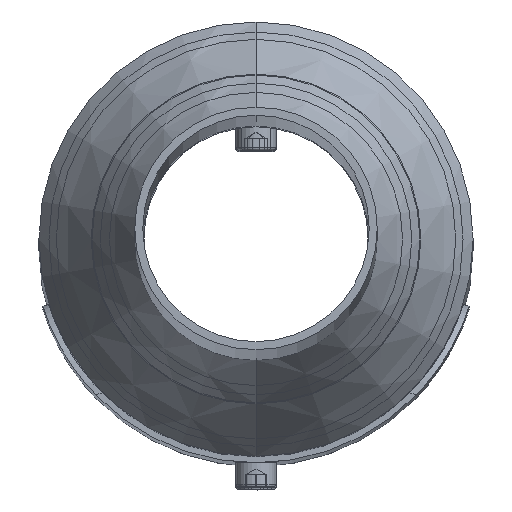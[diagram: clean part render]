
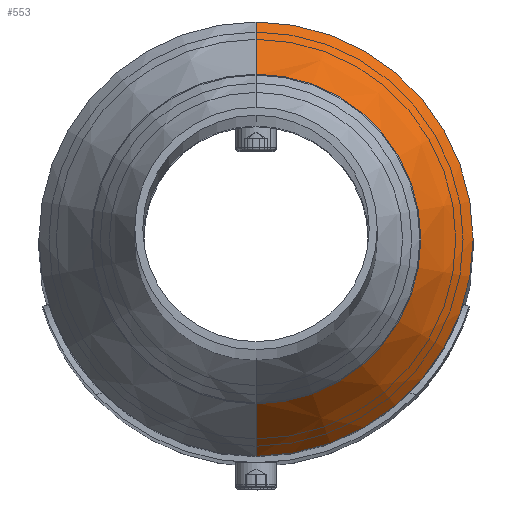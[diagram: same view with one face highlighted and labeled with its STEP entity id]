
A CAD part, top view. The second image highlights one B-rep face of the part: STEP entity #553.
In plain terms, the highlighted conical face has half-angle 33.5 degrees and reference radius 40.762 mm.
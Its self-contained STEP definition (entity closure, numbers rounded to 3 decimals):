
#96 = VERTEX_POINT ( 'NONE', #1149 ) ;
#152 = LINE ( 'NONE', #1854, #3195 ) ;
#200 = DIRECTION ( 'NONE',  ( 0., 1., 0. ) ) ;
#305 = ORIENTED_EDGE ( 'NONE', *, *, #2509, .T. ) ;
#363 = DIRECTION ( 'NONE',  ( 0., -0.834, 0.552 ) ) ;
#381 = DIRECTION ( 'NONE',  ( 0., -1., 0. ) ) ;
#489 = CARTESIAN_POINT ( 'NONE',  ( 0., 1490., 0. ) ) ;
#551 = AXIS2_PLACEMENT_3D ( 'NONE', #3659, #381, #2702 ) ;
#553 = ADVANCED_FACE ( 'NONE', ( #3744 ), #2243, .T. ) ;
#1078 = ORIENTED_EDGE ( 'NONE', *, *, #2161, .F. ) ;
#1130 = VERTEX_POINT ( 'NONE', #1663 ) ;
#1149 = CARTESIAN_POINT ( 'NONE',  ( 0., 1510., -40.762 ) ) ;
#1156 = VERTEX_POINT ( 'NONE', #4049 ) ;
#1427 = CARTESIAN_POINT ( 'NONE',  ( 0., 1510., 40.762 ) ) ;
#1484 = DIRECTION ( 'NONE',  ( 0., -0.834, -0.552 ) ) ;
#1663 = CARTESIAN_POINT ( 'NONE',  ( 0., 1510., 40.762 ) ) ;
#1665 = CARTESIAN_POINT ( 'NONE',  ( 0., 1490., -54. ) ) ;
#1854 = CARTESIAN_POINT ( 'NONE',  ( 0., 1510., -40.762 ) ) ;
#2161 = EDGE_CURVE ( 'NONE', #96, #2993, #152, .T. ) ;
#2243 = CONICAL_SURFACE ( 'NONE', #551, 40.762, 0.585 ) ;
#2406 = ORIENTED_EDGE ( 'NONE', *, *, #3865, .F. ) ;
#2509 = EDGE_CURVE ( 'NONE', #1130, #1156, #3015, .T. ) ;
#2627 = CIRCLE ( 'NONE', #3397, 40.762 ) ;
#2698 = EDGE_CURVE ( 'NONE', #1156, #2993, #3963, .T. ) ;
#2702 = DIRECTION ( 'NONE',  ( 0., 0., -1. ) ) ;
#2993 = VERTEX_POINT ( 'NONE', #1665 ) ;
#3015 = LINE ( 'NONE', #1427, #4102 ) ;
#3063 = EDGE_LOOP ( 'NONE', ( #2406, #305, #3780, #1078 ) ) ;
#3166 = DIRECTION ( 'NONE',  ( 0., 0., 1. ) ) ;
#3195 = VECTOR ( 'NONE', #1484, 1000. ) ;
#3217 = DIRECTION ( 'NONE',  ( 0., 0., 1. ) ) ;
#3256 = DIRECTION ( 'NONE',  ( 0., 1., 0. ) ) ;
#3397 = AXIS2_PLACEMENT_3D ( 'NONE', #3522, #3256, #3217 ) ;
#3522 = CARTESIAN_POINT ( 'NONE',  ( 0., 1510., 0. ) ) ;
#3659 = CARTESIAN_POINT ( 'NONE',  ( 0., 1510., 0. ) ) ;
#3744 = FACE_OUTER_BOUND ( 'NONE', #3063, .T. ) ;
#3780 = ORIENTED_EDGE ( 'NONE', *, *, #2698, .T. ) ;
#3865 = EDGE_CURVE ( 'NONE', #1130, #96, #2627, .T. ) ;
#3963 = CIRCLE ( 'NONE', #4031, 54. ) ;
#4031 = AXIS2_PLACEMENT_3D ( 'NONE', #489, #200, #3166 ) ;
#4049 = CARTESIAN_POINT ( 'NONE',  ( 0., 1490., 54. ) ) ;
#4102 = VECTOR ( 'NONE', #363, 1000. ) ;
